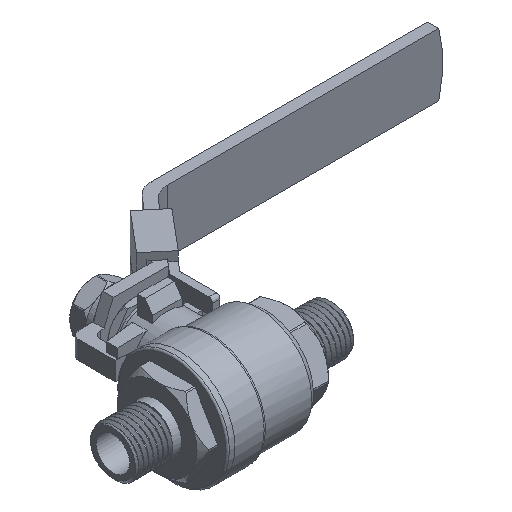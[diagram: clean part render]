
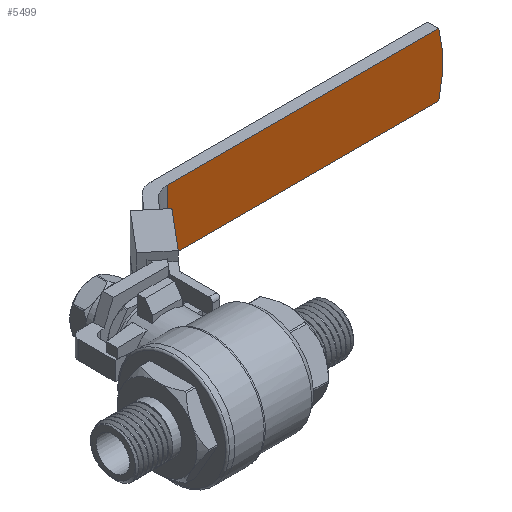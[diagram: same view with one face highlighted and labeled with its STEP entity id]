
A CAD part, isometric view. The second image highlights one B-rep face of the part: STEP entity #5499.
In plain terms, the highlighted planar face has unit normal (0, -1, 0).
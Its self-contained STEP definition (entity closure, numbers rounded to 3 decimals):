
#583=PLANE('',#5972);
#795=LINE('',#13274,#1095);
#809=LINE('',#13304,#1109);
#812=LINE('',#13309,#1112);
#1095=VECTOR('',#6734,1000.);
#1109=VECTOR('',#6774,1000.);
#1112=VECTOR('',#6781,1000.);
#1931=ORIENTED_EDGE('',*,*,#3320,.T.);
#1932=ORIENTED_EDGE('',*,*,#3251,.T.);
#1933=ORIENTED_EDGE('',*,*,#3317,.F.);
#1934=ORIENTED_EDGE('',*,*,#3299,.T.);
#3251=EDGE_CURVE('',#4032,#4033,#4509,.T.);
#3299=EDGE_CURVE('',#4076,#4075,#795,.T.);
#3317=EDGE_CURVE('',#4076,#4033,#809,.T.);
#3320=EDGE_CURVE('',#4075,#4032,#812,.T.);
#4032=VERTEX_POINT('',#13168);
#4033=VERTEX_POINT('',#13169);
#4075=VERTEX_POINT('',#13273);
#4076=VERTEX_POINT('',#13275);
#4509=CIRCLE('',#5936,34.);
#4754=EDGE_LOOP('',(#1931,#1932,#1933,#1934));
#5100=FACE_BOUND('',#4754,.T.);
#5499=ADVANCED_FACE('',(#5100),#583,.F.);
#5936=AXIS2_PLACEMENT_3D('',#13167,#6655,#6656);
#5972=AXIS2_PLACEMENT_3D('',#13308,#6779,#6780);
#6655=DIRECTION('',(0.,-1.,0.));
#6656=DIRECTION('',(-1.,0.,0.));
#6734=DIRECTION('',(0.,0.,-1.));
#6774=DIRECTION('',(1.,0.,0.));
#6779=DIRECTION('',(0.,1.,0.));
#6780=DIRECTION('',(-1.,0.,0.));
#6781=DIRECTION('',(1.,0.,0.));
#13167=CARTESIAN_POINT('',(70.,47.,0.));
#13168=CARTESIAN_POINT('',(102.92,47.,-8.5));
#13169=CARTESIAN_POINT('',(102.92,47.,8.5));
#13273=CARTESIAN_POINT('',(29.54,47.,-8.5));
#13274=CARTESIAN_POINT('',(29.54,47.,8.5));
#13275=CARTESIAN_POINT('',(29.54,47.,8.5));
#13304=CARTESIAN_POINT('',(29.54,47.,8.5));
#13308=CARTESIAN_POINT('',(29.54,47.,8.5));
#13309=CARTESIAN_POINT('',(29.54,47.,-8.5));
